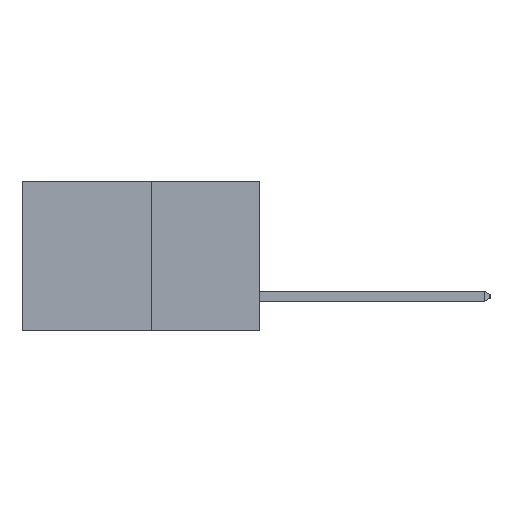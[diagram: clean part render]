
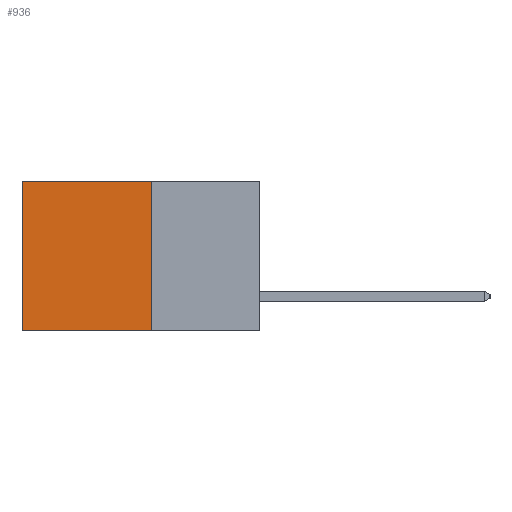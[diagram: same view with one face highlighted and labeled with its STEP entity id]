
A CAD part, left-side view. The second image highlights one B-rep face of the part: STEP entity #936.
In plain terms, the highlighted planar face has unit normal (-1, 0, 0).
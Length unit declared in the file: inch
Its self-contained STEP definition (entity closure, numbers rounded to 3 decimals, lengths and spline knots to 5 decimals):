
#503 = FACE_OUTER_BOUND ( 'NONE', #21295, .T. ) ;
#936 = ADVANCED_FACE ( 'NONE', ( #503 ), #13621, .F. ) ;
#1833 = CARTESIAN_POINT ( 'NONE',  ( 0.277, 0.27, 0. ) ) ;
#2009 = DIRECTION ( 'NONE',  ( 0., 1., 0. ) ) ;
#2308 = VECTOR ( 'NONE', #2009, 39.37008 ) ;
#2691 = DIRECTION ( 'NONE',  ( 0., 0., -1. ) ) ;
#3393 = LINE ( 'NONE', #19419, #19559 ) ;
#4674 = DIRECTION ( 'NONE',  ( 0., 0., -1. ) ) ;
#4853 = VECTOR ( 'NONE', #16649, 39.37008 ) ;
#5884 = ORIENTED_EDGE ( 'NONE', *, *, #14932, .F. ) ;
#7021 = CARTESIAN_POINT ( 'NONE',  ( 0.277, 0.59, -0.37 ) ) ;
#8434 = DIRECTION ( 'NONE',  ( 1., 0., 0. ) ) ;
#8471 = EDGE_CURVE ( 'NONE', #14628, #24850, #19142, .T. ) ;
#9192 = LINE ( 'NONE', #7021, #20299 ) ;
#10632 = CARTESIAN_POINT ( 'NONE',  ( 0.277, 0.59, 0. ) ) ;
#11530 = AXIS2_PLACEMENT_3D ( 'NONE', #13530, #8434, #14244 ) ;
#12678 = CARTESIAN_POINT ( 'NONE',  ( 0.277, 0.59, -0.37 ) ) ;
#12737 = EDGE_CURVE ( 'NONE', #26499, #24866, #20976, .T. ) ;
#13530 = CARTESIAN_POINT ( 'NONE',  ( 0.277, 0.27, -0.37 ) ) ;
#13621 = PLANE ( 'NONE',  #11530 ) ;
#13649 = EDGE_CURVE ( 'NONE', #24866, #24850, #9192, .T. ) ;
#14244 = DIRECTION ( 'NONE',  ( 0., 0., -1. ) ) ;
#14628 = VERTEX_POINT ( 'NONE', #26747 ) ;
#14932 = EDGE_CURVE ( 'NONE', #26499, #14628, #3393, .T. ) ;
#16649 = DIRECTION ( 'NONE',  ( 0., 1., 0. ) ) ;
#19142 = LINE ( 'NONE', #20954, #2308 ) ;
#19419 = CARTESIAN_POINT ( 'NONE',  ( 0.277, 0.27, -0.37 ) ) ;
#19559 = VECTOR ( 'NONE', #4674, 39.37008 ) ;
#20299 = VECTOR ( 'NONE', #2691, 39.37008 ) ;
#20954 = CARTESIAN_POINT ( 'NONE',  ( 0.277, 0.27, -0.37 ) ) ;
#20976 = LINE ( 'NONE', #1833, #4853 ) ;
#21295 = EDGE_LOOP ( 'NONE', ( #22901, #26147, #5884, #25530 ) ) ;
#22901 = ORIENTED_EDGE ( 'NONE', *, *, #13649, .T. ) ;
#24326 = CARTESIAN_POINT ( 'NONE',  ( 0.277, 0.27, 0. ) ) ;
#24850 = VERTEX_POINT ( 'NONE', #12678 ) ;
#24866 = VERTEX_POINT ( 'NONE', #10632 ) ;
#25530 = ORIENTED_EDGE ( 'NONE', *, *, #12737, .T. ) ;
#26147 = ORIENTED_EDGE ( 'NONE', *, *, #8471, .F. ) ;
#26499 = VERTEX_POINT ( 'NONE', #24326 ) ;
#26747 = CARTESIAN_POINT ( 'NONE',  ( 0.277, 0.27, -0.37 ) ) ;
